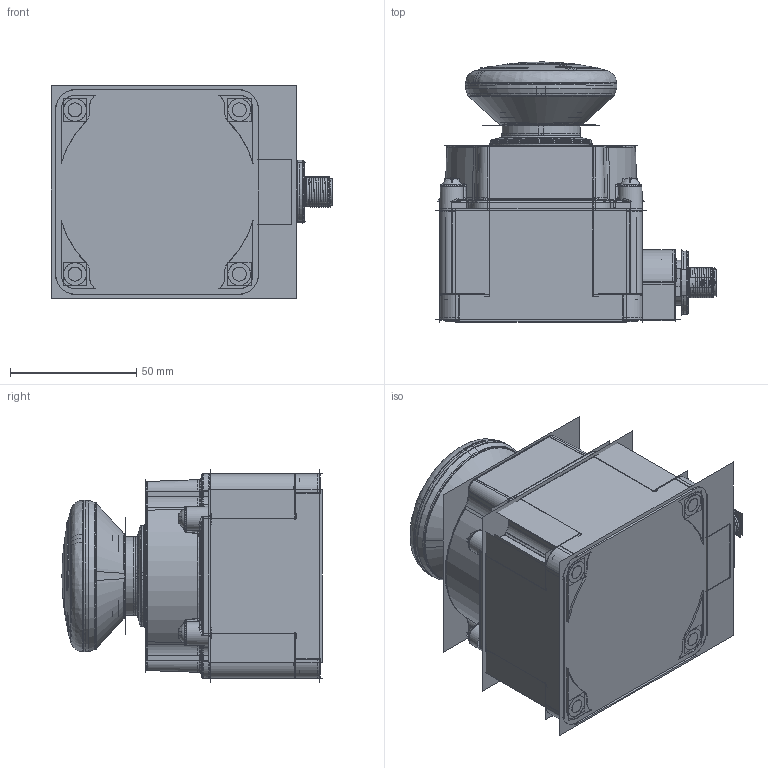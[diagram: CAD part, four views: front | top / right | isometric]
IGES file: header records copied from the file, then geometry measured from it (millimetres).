
Start section:  PTC IGES file: 179548.igs
Global section: file name: 179548.igs; native system: Creo Parametric by PTC Inc.; preprocessor: 2019292; author: jeshelman; organization: Unknown; date: 20210119.112315; units: millimetre
Bounding box: 111.5 x 102.94 x 84.36 mm (x, y, z)
Surface area: 325474.1 mm2 (no closed solid volume)
Topology: 0 solids, 0 shells, 4170 faces, 68428 edges, 89821 vertices
Faces by surface type: revolution 2284, bspline 1836, extrusion 50
